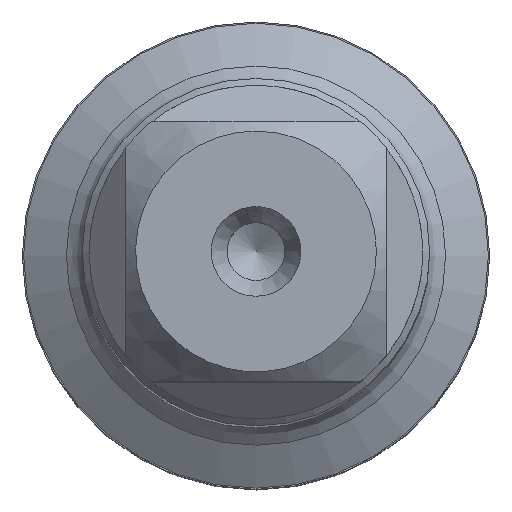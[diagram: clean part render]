
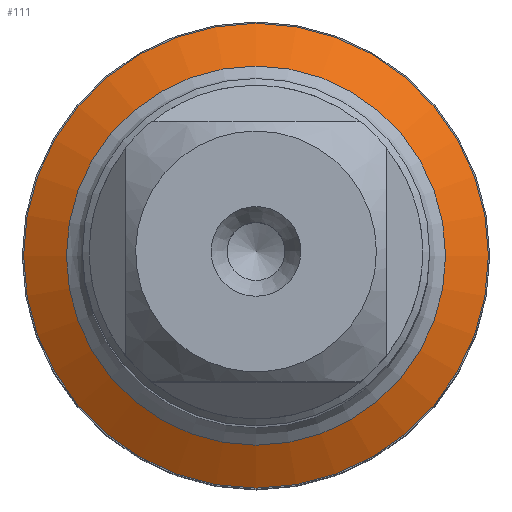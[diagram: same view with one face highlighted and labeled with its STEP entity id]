
A CAD part, top view. The second image highlights one B-rep face of the part: STEP entity #111.
In plain terms, the highlighted conical face has half-angle 60 degrees and reference radius 5.85 mm.
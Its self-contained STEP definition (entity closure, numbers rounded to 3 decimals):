
#94=CONICAL_SURFACE('',#463,5.85,60.);
#111=ADVANCED_FACE('',(#144,#145),#94,.T.);
#144=FACE_BOUND('',#182,.T.);
#145=FACE_BOUND('',#183,.T.);
#182=EDGE_LOOP('',(#228));
#183=EDGE_LOOP('',(#229));
#228=ORIENTED_EDGE('',*,*,#347,.T.);
#229=ORIENTED_EDGE('',*,*,#348,.F.);
#311=VERTEX_POINT('',#685);
#312=VERTEX_POINT('',#687);
#347=EDGE_CURVE('',#311,#311,#389,.T.);
#348=EDGE_CURVE('',#312,#312,#390,.T.);
#389=CIRCLE('',#461,6.55);
#390=CIRCLE('',#462,8.03);
#461=AXIS2_PLACEMENT_3D('',#684,#529,#530);
#462=AXIS2_PLACEMENT_3D('',#686,#531,#532);
#463=AXIS2_PLACEMENT_3D('',#688,#533,#534);
#529=DIRECTION('',(0.,0.,-1.));
#530=DIRECTION('',(-1.,0.,0.));
#531=DIRECTION('',(0.,0.,-1.));
#532=DIRECTION('',(-1.,0.,0.));
#533=DIRECTION('',(0.,0.,-1.));
#534=DIRECTION('',(-1.,0.,0.));
#684=CARTESIAN_POINT('',(0.,0.,-84.146));
#685=CARTESIAN_POINT('',(-6.55,0.,-84.146));
#686=CARTESIAN_POINT('',(0.,0.,-85.));
#687=CARTESIAN_POINT('',(-8.03,0.,-85.));
#688=CARTESIAN_POINT('',(0.,0.,-83.742));
